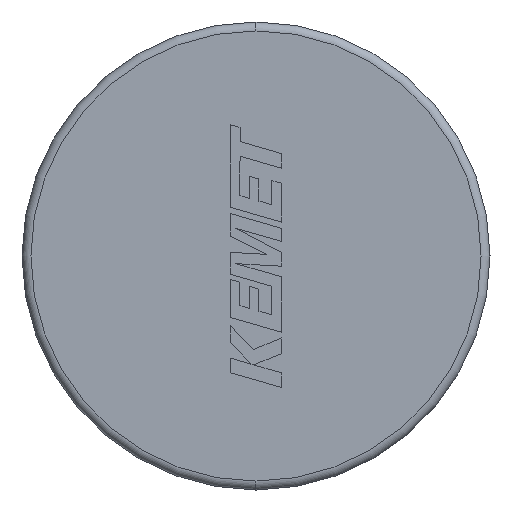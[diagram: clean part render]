
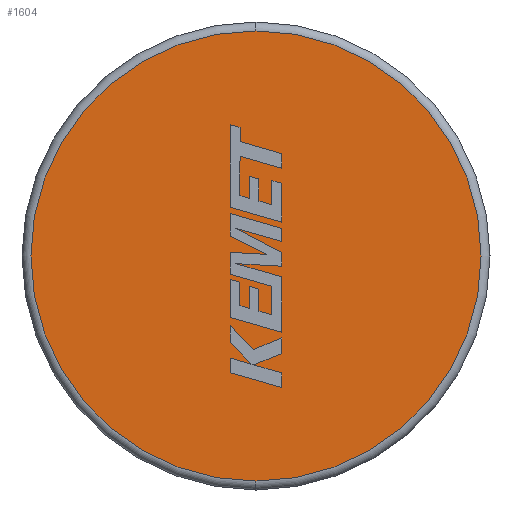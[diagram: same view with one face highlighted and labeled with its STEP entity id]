
A CAD part, left-side view. The second image highlights one B-rep face of the part: STEP entity #1604.
In plain terms, the highlighted planar face has unit normal (-1, 0, 0).
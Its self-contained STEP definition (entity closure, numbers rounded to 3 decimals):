
#115 = VERTEX_POINT ( 'NONE', #213 ) ;
#174 = VERTEX_POINT ( 'NONE', #2838 ) ;
#213 = CARTESIAN_POINT ( 'NONE',  ( 0., 0., 5.05 ) ) ;
#445 = EDGE_LOOP ( 'NONE', ( #1083, #2029 ) ) ;
#487 = DIRECTION ( 'NONE',  ( 0., 0., -1. ) ) ;
#526 = EDGE_CURVE ( 'NONE', #174, #115, #2313, .T. ) ;
#591 = DIRECTION ( 'NONE',  ( 0., 0., -1. ) ) ;
#736 = DIRECTION ( 'NONE',  ( 1., 0., 0. ) ) ;
#1083 = ORIENTED_EDGE ( 'NONE', *, *, #526, .T. ) ;
#1271 = DIRECTION ( 'NONE',  ( 0., 0., -1. ) ) ;
#1343 = FACE_OUTER_BOUND ( 'NONE', #445, .T. ) ;
#1469 = CARTESIAN_POINT ( 'NONE',  ( 0., 0., 0. ) ) ;
#1549 = AXIS2_PLACEMENT_3D ( 'NONE', #1638, #2179, #591 ) ;
#1604 = ADVANCED_FACE ( 'NONE', ( #1343 ), #2813, .F. ) ;
#1638 = CARTESIAN_POINT ( 'NONE',  ( 0., 0., 0. ) ) ;
#1641 = AXIS2_PLACEMENT_3D ( 'NONE', #2330, #736, #1271 ) ;
#1944 = DIRECTION ( 'NONE',  ( -1., 0., 0. ) ) ;
#2029 = ORIENTED_EDGE ( 'NONE', *, *, #3387, .T. ) ;
#2087 = AXIS2_PLACEMENT_3D ( 'NONE', #1469, #1944, #487 ) ;
#2179 = DIRECTION ( 'NONE',  ( -1., 0., 0. ) ) ;
#2313 = CIRCLE ( 'NONE', #1549, 5.05 ) ;
#2330 = CARTESIAN_POINT ( 'NONE',  ( 0., 0., 0. ) ) ;
#2813 = PLANE ( 'NONE',  #1641 ) ;
#2838 = CARTESIAN_POINT ( 'NONE',  ( 0., 0., -5.05 ) ) ;
#3339 = CIRCLE ( 'NONE', #2087, 5.05 ) ;
#3387 = EDGE_CURVE ( 'NONE', #115, #174, #3339, .T. ) ;
